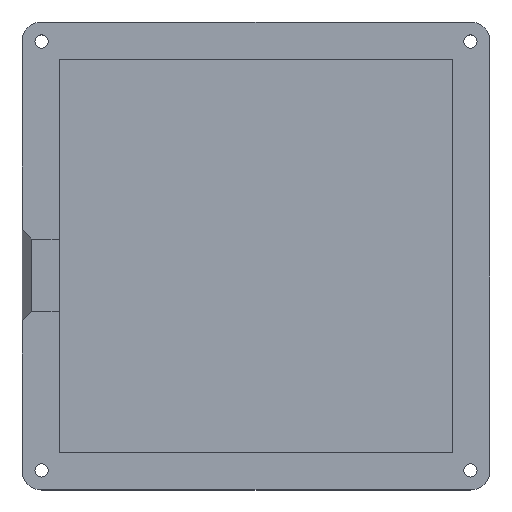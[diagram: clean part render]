
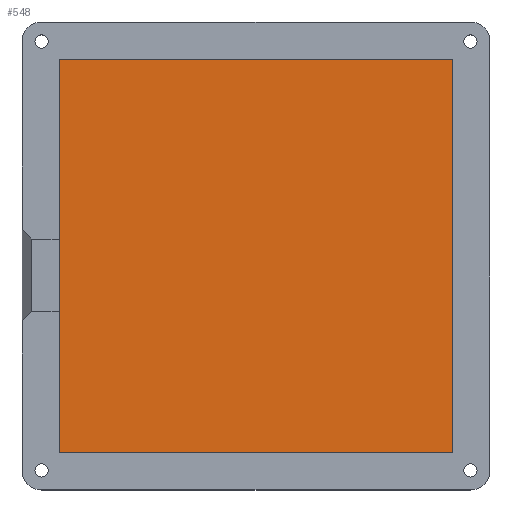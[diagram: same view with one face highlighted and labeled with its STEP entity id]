
A CAD part, top view. The second image highlights one B-rep face of the part: STEP entity #548.
In plain terms, the highlighted planar face has unit normal (0, 0, 1).
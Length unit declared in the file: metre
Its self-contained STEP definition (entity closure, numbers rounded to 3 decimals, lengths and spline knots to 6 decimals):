
#29=LINE('',#873,#76);
#44=LINE('',#901,#91);
#46=LINE('',#905,#93);
#48=LINE('',#909,#95);
#76=VECTOR('',#700,1.);
#91=VECTOR('',#723,1.);
#93=VECTOR('',#727,1.);
#95=VECTOR('',#731,1.);
#116=PLANE('',#614);
#209=ORIENTED_EDGE('',*,*,#317,.F.);
#210=ORIENTED_EDGE('',*,*,#302,.T.);
#211=ORIENTED_EDGE('',*,*,#321,.T.);
#212=ORIENTED_EDGE('',*,*,#319,.F.);
#302=EDGE_CURVE('',#373,#372,#29,.T.);
#317=EDGE_CURVE('',#373,#382,#44,.T.);
#319=EDGE_CURVE('',#382,#383,#46,.T.);
#321=EDGE_CURVE('',#372,#383,#48,.T.);
#372=VERTEX_POINT('',#872);
#373=VERTEX_POINT('',#874);
#382=VERTEX_POINT('',#902);
#383=VERTEX_POINT('',#906);
#442=EDGE_LOOP('',(#209,#210,#211,#212));
#495=FACE_BOUND('',#442,.T.);
#548=ADVANCED_FACE('',(#495),#116,.T.);
#614=AXIS2_PLACEMENT_3D('',#921,#747,#748);
#700=DIRECTION('',(0.,-1.,0.));
#723=DIRECTION('',(1.,0.,0.));
#727=DIRECTION('',(0.,-1.,0.));
#731=DIRECTION('',(1.,0.,0.));
#747=DIRECTION('',(0.,0.,1.));
#748=DIRECTION('',(1.,0.,0.));
#872=CARTESIAN_POINT('',(-0.0505,-0.0505,0.003));
#873=CARTESIAN_POINT('',(-0.0505,0.,0.003));
#874=CARTESIAN_POINT('',(-0.0505,0.0505,0.003));
#901=CARTESIAN_POINT('',(0.,0.0505,0.003));
#902=CARTESIAN_POINT('',(0.0505,0.0505,0.003));
#905=CARTESIAN_POINT('',(0.0505,0.,0.003));
#906=CARTESIAN_POINT('',(0.0505,-0.0505,0.003));
#909=CARTESIAN_POINT('',(0.,-0.0505,0.003));
#921=CARTESIAN_POINT('',(0.,0.,0.003));
